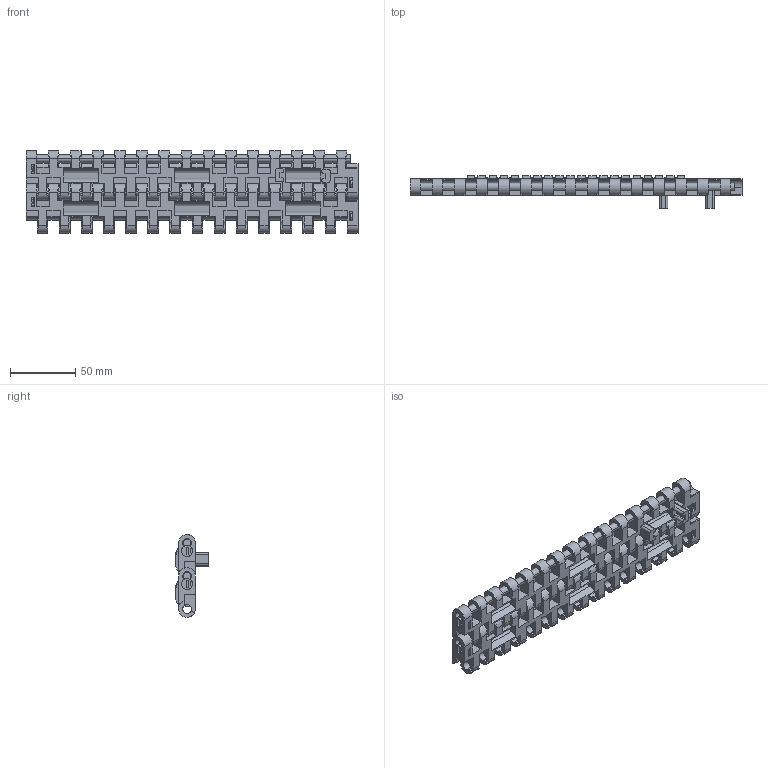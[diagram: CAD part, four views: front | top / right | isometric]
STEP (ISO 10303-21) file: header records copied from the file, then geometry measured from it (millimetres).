
FILE_DESCRIPTION (( 'STEP AP214' ), '1' );
FILE_NAME ('Rexnord-SGS 1005-SGSDP 1005 XLG K 255.STEP', '2021-12-03T12:13:35', ( '' ), ( '' ), 'SwSTEP 2.0', 'SolidWorks 2021', '' );
FILE_SCHEMA (( 'AUTOMOTIVE_DESIGN' ));
Length unit declared in the file: millimetre
Products named in the file (5): Rexnord-SGS 1005-SGSDP 1005 XLG K 255_1005_clip_1__1; Rexnord-SGS 1005-SGSDP 1005 XLG K 255; Rexnord-SGS 1005-SGSDP 1005 XLG K 255_PIN_FT1000; Rexnord-SGS 1005-SGSDP 1005 XLG K 255_SG1005_XLGDP; Rexnord-SGS 1005-SGSDP 1005 XLG K 255_SG1005_XLGSTD
Assembly tree (8 placements, depth 2):
  Rexnord-SGS 1005-SGSDP 1005 XLG K 255
    Rexnord-SGS 1005-SGSDP 1005 XLG K 255_SG1005_XLGDP
    Rexnord-SGS 1005-SGSDP 1005 XLG K 255_SG1005_XLGSTD
    Rexnord-SGS 1005-SGSDP 1005 XLG K 255_1005_clip_1__1  x4
    Rexnord-SGS 1005-SGSDP 1005 XLG K 255_PIN_FT1000  x2
Bounding box: 254.8 x 25.2 x 63.5 mm (x, y, z)
Volume: 133956.2 mm3; surface area: 80129.1 mm2
Topology: 8 solids, 8 shells, 1290 faces, 4054 edges, 2680 vertices
Faces by surface type: plane 882, cylinder 400, torus 8
Entity records: 47064 total; most frequent: ORIENTED_EDGE 7910, CARTESIAN_POINT 7826, DIRECTION 7610, EDGE_CURVE 3955, LINE 2810, VECTOR 2810, VERTEX_POINT 2616, AXIS2_PLACEMENT_3D 2400
